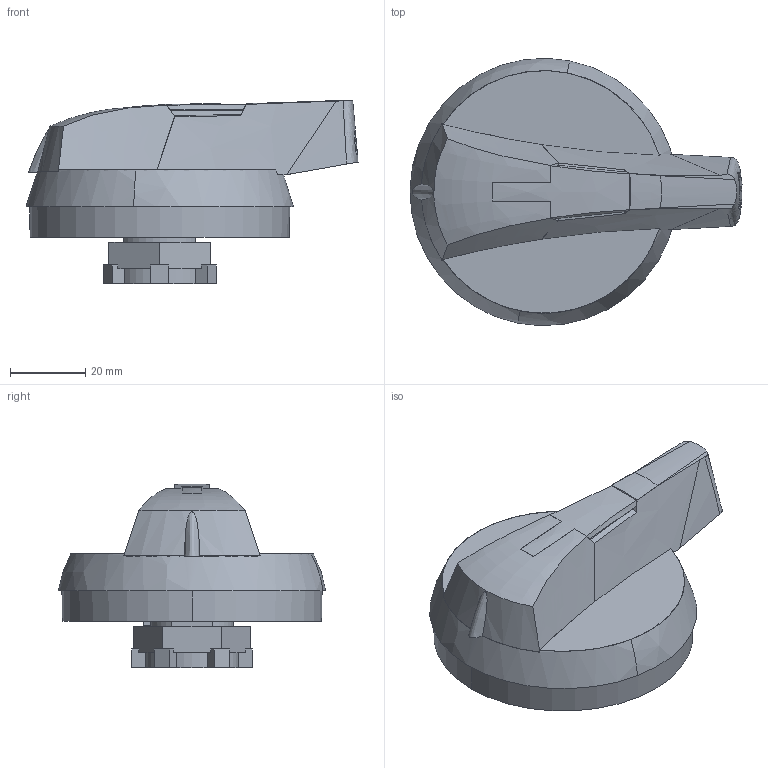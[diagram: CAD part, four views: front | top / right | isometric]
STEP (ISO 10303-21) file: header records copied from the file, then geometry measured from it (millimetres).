
FILE_DESCRIPTION((''),'2;1');
FILE_NAME('14831111_ASM','2021-09-17T',('marketing.praksa'),('Audax d.o.o.'),'CREO PARAMETRIC BY PTC INC, 2017480','CREO PARAMETRIC BY PTC INC, 2017480','');
FILE_SCHEMA(('AUTOMOTIVE_DESIGN { 1 0 10303 214 1 1 1 1 }'));
Length unit declared in the file: millimetre
Products named in the file (7): PRT9563_1; PRT7102_1; CP_1; 14831111_02; E2; PRT9566; 14831111_ASM
Assembly tree (6 placements, depth 2):
  14831111_ASM
    PRT9563_1
    PRT7102_1
    CP_1
    14831111_02
    E2
    PRT9566
Bounding box: 88.28 x 71.1 x 48.92 mm (x, y, z)
Volume: 95728.5 mm3; surface area: 28219 mm2
Topology: 9 solids, 9 shells, 309 faces, 845 edges, 564 vertices
Faces by surface type: plane 161, cylinder 89, bspline 39, cone 15, sphere 5
Entity records: 17423 total; most frequent: CARTESIAN_POINT 5081, ORIENTED_EDGE 1690, DIRECTION 1357, PRESENTATION_STYLE_ASSIGNMENT 1013, STYLED_ITEM 1013, EDGE_CURVE 845, CURVE_STYLE 701, VERTEX_POINT 564
